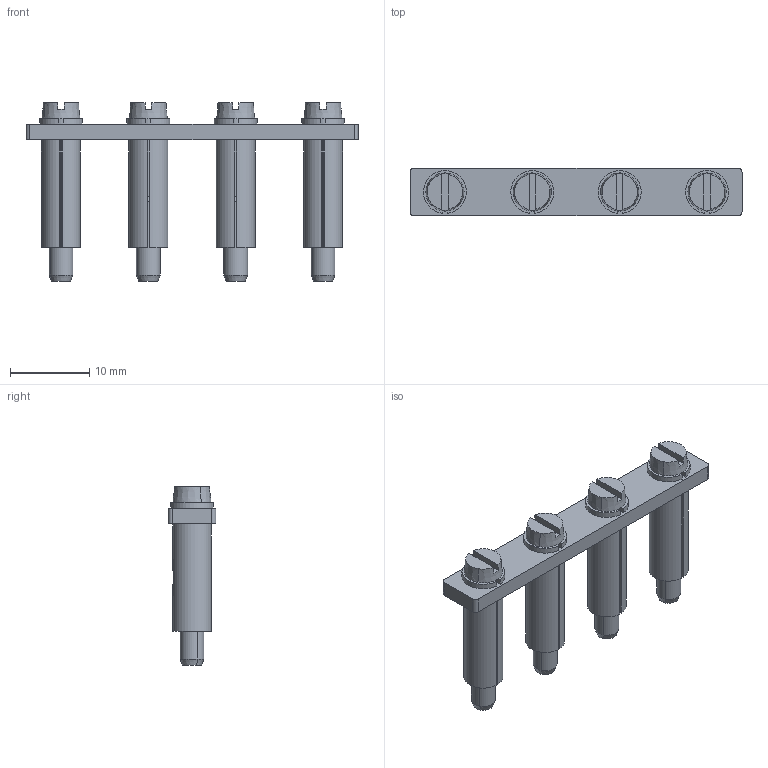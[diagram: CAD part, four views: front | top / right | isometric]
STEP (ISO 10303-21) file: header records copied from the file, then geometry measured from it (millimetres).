
FILE_DESCRIPTION(('CATIA V5R24 STEP','CAx-IF Rec.Pracs.--- Model Styling and Organization---1.2---2011-12-15'),'2;1');
FILE_NAME ('12055391_2_1897130000_1897130000.stp','2017-09-27T07:08:43+00:00',('none'),('Weidmueller'),'CATIA Version 5-6 Release 2014 SP4 HF52','CATIA V5 STEP AP214','none');
FILE_SCHEMA(('AUTOMOTIVE_DESIGN { 1 0 10303 214 1 1 1 1 }'));
Length unit declared in the file: millimetre
Products named in the file (1): v5-standard_part
Bounding box: 41.8 x 6 x 22.5 mm (x, y, z)
Volume: 1645.3 mm3; surface area: 3165.3 mm2
Topology: 1 solids, 1 shells, 154 faces, 396 edges, 248 vertices
Faces by surface type: plane 66, cylinder 44, cone 24, bspline 20
Entity records: 5171 total; most frequent: CARTESIAN_POINT 1710, ORIENTED_EDGE 792, DIRECTION 538, EDGE_CURVE 396, AXIS2_PLACEMENT_3D 262, VERTEX_POINT 248, EDGE_LOOP 174, VECTOR 168
